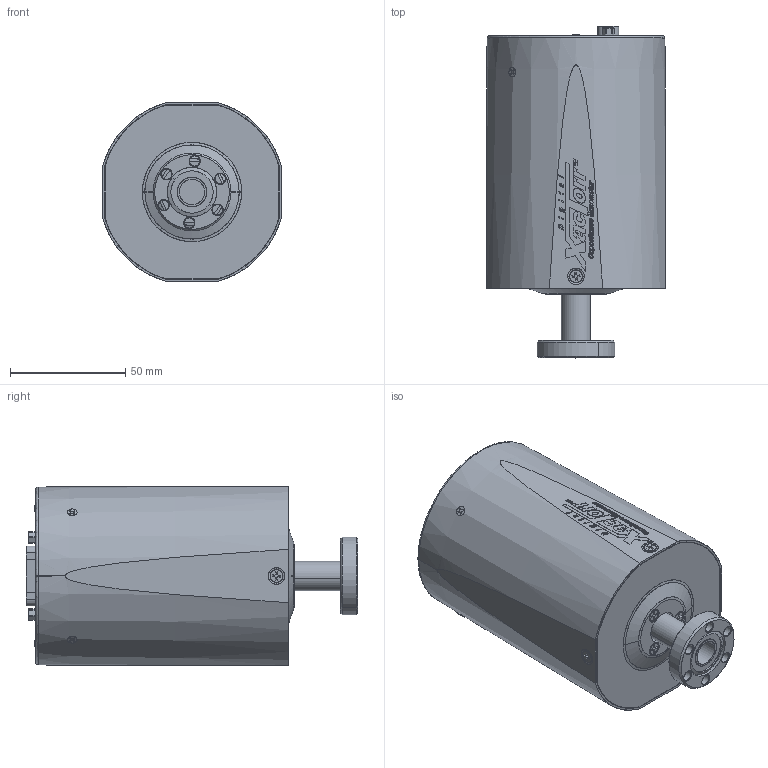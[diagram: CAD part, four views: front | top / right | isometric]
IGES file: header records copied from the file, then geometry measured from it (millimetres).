
Start section: SolidWorks IGES file using analytic representation for surfaces
Global section: file name: CMX-0-XXX-2-5.IGS; native system: SolidWorks 2017; preprocessor: SolidWorks 2017; author: CFehr; date: 170929.100117; units: inch
Bounding box: 77.44 x 143.82 x 77.44 mm (x, y, z)
Surface area: 88797.9 mm2 (no closed solid volume)
Topology: 0 solids, 0 shells, 1095 faces, 22606 edges, 22602 vertices
Faces by surface type: bspline 865, revolution 230
